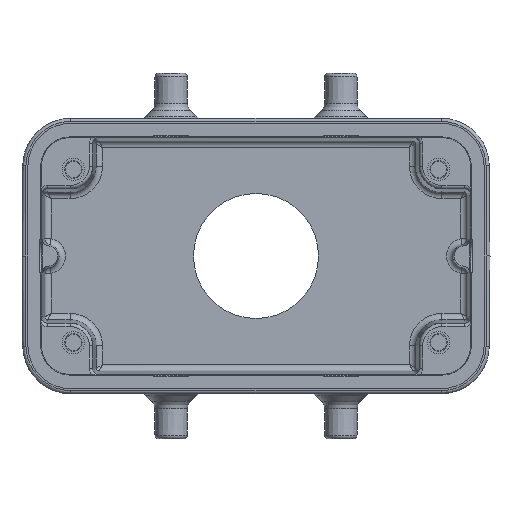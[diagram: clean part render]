
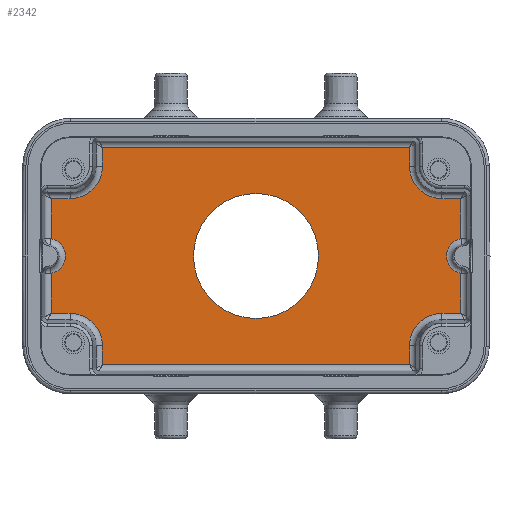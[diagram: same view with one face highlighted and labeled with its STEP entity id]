
A CAD part, front view. The second image highlights one B-rep face of the part: STEP entity #2342.
In plain terms, the highlighted planar face has unit normal (0, -1, 0).
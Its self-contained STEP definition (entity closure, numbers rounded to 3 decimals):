
#1225=LINE('',#10970,#1791);
#1229=LINE('',#11146,#1795);
#1325=LINE('',#11637,#1891);
#1327=LINE('',#11721,#1893);
#1328=LINE('',#11800,#1894);
#1331=LINE('',#11837,#1897);
#1333=LINE('',#11914,#1899);
#1334=LINE('',#11981,#1900);
#1337=LINE('',#12018,#1903);
#1339=LINE('',#12086,#1905);
#1342=LINE('',#12208,#1908);
#1344=LINE('',#12276,#1910);
#1347=LINE('',#12312,#1913);
#1409=LINE('',#12573,#1975);
#1791=VECTOR('',#8076,1.);
#1795=VECTOR('',#8116,1.);
#1891=VECTOR('',#8476,1.);
#1893=VECTOR('',#8480,1.);
#1894=VECTOR('',#8487,1.);
#1897=VECTOR('',#8498,1.);
#1899=VECTOR('',#8504,1.);
#1900=VECTOR('',#8511,1.);
#1903=VECTOR('',#8522,1.);
#1905=VECTOR('',#8530,1.);
#1908=VECTOR('',#8565,1.);
#1910=VECTOR('',#8573,1.);
#1913=VECTOR('',#8584,1.);
#1975=VECTOR('',#8780,1.);
#2342=ADVANCED_FACE('',(#2689,#2690),#2577,.T.);
#2577=PLANE('',#7134);
#2689=FACE_BOUND('',#3087,.T.);
#2690=FACE_BOUND('',#3088,.T.);
#3087=EDGE_LOOP('',(#4680));
#3088=EDGE_LOOP('',(#4681,#4682,#4683,#4684,#4685,#4686,#4687,#4688,#4689,
#4690,#4691,#4692,#4693,#4694,#4695,#4696,#4697,#4698,#4699,#4700));
#4680=ORIENTED_EDGE('',*,*,#6345,.F.);
#4681=ORIENTED_EDGE('',*,*,#6198,.T.);
#4682=ORIENTED_EDGE('',*,*,#6202,.F.);
#4683=ORIENTED_EDGE('',*,*,#6205,.T.);
#4684=ORIENTED_EDGE('',*,*,#6210,.T.);
#4685=ORIENTED_EDGE('',*,*,#6214,.T.);
#4686=ORIENTED_EDGE('',*,*,#6218,.F.);
#4687=ORIENTED_EDGE('',*,*,#6221,.T.);
#4688=ORIENTED_EDGE('',*,*,#6226,.T.);
#4689=ORIENTED_EDGE('',*,*,#6240,.F.);
#4690=ORIENTED_EDGE('',*,*,#6244,.T.);
#4691=ORIENTED_EDGE('',*,*,#6249,.T.);
#4692=ORIENTED_EDGE('',*,*,#6253,.F.);
#4693=ORIENTED_EDGE('',*,*,#6256,.T.);
#4694=ORIENTED_EDGE('',*,*,#6193,.T.);
#4695=ORIENTED_EDGE('',*,*,#6188,.T.);
#4696=ORIENTED_EDGE('',*,*,#5987,.F.);
#4697=ORIENTED_EDGE('',*,*,#5991,.T.);
#4698=ORIENTED_EDGE('',*,*,#6012,.T.);
#4699=ORIENTED_EDGE('',*,*,#6008,.F.);
#4700=ORIENTED_EDGE('',*,*,#6344,.T.);
#5271=VERTEX_POINT('',#10952);
#5272=VERTEX_POINT('',#10954);
#5274=VERTEX_POINT('',#10969);
#5285=VERTEX_POINT('',#11136);
#5286=VERTEX_POINT('',#11140);
#5408=VERTEX_POINT('',#11638);
#5410=VERTEX_POINT('',#11719);
#5413=VERTEX_POINT('',#11734);
#5415=VERTEX_POINT('',#11799);
#5417=VERTEX_POINT('',#11821);
#5419=VERTEX_POINT('',#11836);
#5422=VERTEX_POINT('',#11913);
#5425=VERTEX_POINT('',#11980);
#5427=VERTEX_POINT('',#12002);
#5429=VERTEX_POINT('',#12017);
#5432=VERTEX_POINT('',#12085);
#5441=VERTEX_POINT('',#12191);
#5442=VERTEX_POINT('',#12206);
#5446=VERTEX_POINT('',#12275);
#5448=VERTEX_POINT('',#12297);
#5490=VERTEX_POINT('',#12576);
#5987=EDGE_CURVE('',#5271,#5272,#6493,.T.);
#5991=EDGE_CURVE('',#5271,#5274,#1225,.T.);
#6008=EDGE_CURVE('',#5285,#5286,#6502,.T.);
#6012=EDGE_CURVE('',#5274,#5286,#1229,.T.);
#6188=EDGE_CURVE('',#5408,#5272,#1325,.T.);
#6193=EDGE_CURVE('',#5410,#5408,#1327,.T.);
#6198=EDGE_CURVE('',#5413,#5415,#1328,.T.);
#6202=EDGE_CURVE('',#5417,#5415,#6557,.T.);
#6205=EDGE_CURVE('',#5417,#5419,#1331,.T.);
#6210=EDGE_CURVE('',#5419,#5422,#1333,.T.);
#6214=EDGE_CURVE('',#5422,#5425,#1334,.T.);
#6218=EDGE_CURVE('',#5427,#5425,#6562,.T.);
#6221=EDGE_CURVE('',#5427,#5429,#1337,.T.);
#6226=EDGE_CURVE('',#5429,#5432,#1339,.T.);
#6240=EDGE_CURVE('',#5441,#5432,#6570,.T.);
#6244=EDGE_CURVE('',#5441,#5442,#1342,.T.);
#6249=EDGE_CURVE('',#5442,#5446,#1344,.T.);
#6253=EDGE_CURVE('',#5448,#5446,#6576,.T.);
#6256=EDGE_CURVE('',#5448,#5410,#1347,.T.);
#6344=EDGE_CURVE('',#5285,#5413,#1409,.T.);
#6345=EDGE_CURVE('',#5490,#5490,#6592,.T.);
#6493=CIRCLE('',#6869,5.053);
#6502=CIRCLE('',#6885,2.772);
#6557=CIRCLE('',#7028,5.053);
#6562=CIRCLE('',#7037,5.053);
#6570=CIRCLE('',#7053,2.772);
#6576=CIRCLE('',#7063,5.053);
#6592=CIRCLE('',#7133,9.75);
#6869=AXIS2_PLACEMENT_3D('',#10953,#8069,#8070);
#6885=AXIS2_PLACEMENT_3D('',#11139,#8105,#8106);
#7028=AXIS2_PLACEMENT_3D('',#11822,#8493,#8494);
#7037=AXIS2_PLACEMENT_3D('',#12003,#8517,#8518);
#7053=AXIS2_PLACEMENT_3D('',#12190,#8555,#8556);
#7063=AXIS2_PLACEMENT_3D('',#12298,#8579,#8580);
#7133=AXIS2_PLACEMENT_3D('',#12575,#8783,#8784);
#7134=AXIS2_PLACEMENT_3D('',#12577,#8785,#8786);
#8069=DIRECTION('',(0.,-1.,0.));
#8070=DIRECTION('',(0.,0.,-1.));
#8076=DIRECTION('',(1.,0.,0.));
#8105=DIRECTION('',(0.,-1.,0.));
#8106=DIRECTION('',(0.,0.,-1.));
#8116=DIRECTION('',(0.,0.,1.));
#8476=DIRECTION('',(0.,0.,1.));
#8480=DIRECTION('',(1.,0.,0.));
#8487=DIRECTION('',(-1.,0.,0.));
#8493=DIRECTION('',(0.,-1.,0.));
#8494=DIRECTION('',(0.,0.,-1.));
#8498=DIRECTION('',(0.,0.,1.));
#8504=DIRECTION('',(-1.,0.,0.));
#8511=DIRECTION('',(0.,0.,-1.));
#8517=DIRECTION('',(0.,-1.,0.));
#8518=DIRECTION('',(0.,0.,-1.));
#8522=DIRECTION('',(-1.,0.,0.));
#8530=DIRECTION('',(0.,0.,-1.));
#8555=DIRECTION('',(0.,-1.,0.));
#8556=DIRECTION('',(0.,0.,-1.));
#8565=DIRECTION('',(0.,0.,-1.));
#8573=DIRECTION('',(1.,0.,0.));
#8579=DIRECTION('',(0.,-1.,0.));
#8580=DIRECTION('',(0.,0.,-1.));
#8584=DIRECTION('',(0.,0.,-1.));
#8780=DIRECTION('',(0.,0.,1.));
#8783=DIRECTION('',(0.,-1.,0.));
#8784=DIRECTION('',(0.,0.,-1.));
#8785=DIRECTION('',(0.,-1.,0.));
#8786=DIRECTION('',(0.,0.,-1.));
#10952=CARTESIAN_POINT('',(29.,19.35,-8.947));
#10953=CARTESIAN_POINT('',(29.,19.35,-14.));
#10954=CARTESIAN_POINT('',(23.947,19.35,-14.));
#10969=CARTESIAN_POINT('',(31.946,19.35,-8.946));
#10970=CARTESIAN_POINT('',(0.,19.35,-8.947));
#11136=CARTESIAN_POINT('',(31.947,19.35,2.717));
#11139=CARTESIAN_POINT('',(32.5,19.35,0.));
#11140=CARTESIAN_POINT('',(31.947,19.35,-2.717));
#11146=CARTESIAN_POINT('',(31.947,19.35,-21.5));
#11637=CARTESIAN_POINT('',(23.947,19.35,-21.5));
#11638=CARTESIAN_POINT('',(23.946,19.35,-16.946));
#11719=CARTESIAN_POINT('',(-23.946,19.35,-16.946));
#11721=CARTESIAN_POINT('',(0.,19.35,-16.947));
#11734=CARTESIAN_POINT('',(31.946,19.35,8.946));
#11799=CARTESIAN_POINT('',(29.,19.35,8.947));
#11800=CARTESIAN_POINT('',(0.,19.35,8.947));
#11821=CARTESIAN_POINT('',(23.947,19.35,14.));
#11822=CARTESIAN_POINT('',(29.,19.35,14.));
#11836=CARTESIAN_POINT('',(23.946,19.35,16.946));
#11837=CARTESIAN_POINT('',(23.947,19.35,-21.5));
#11913=CARTESIAN_POINT('',(-23.946,19.35,16.946));
#11914=CARTESIAN_POINT('',(0.,19.35,16.947));
#11980=CARTESIAN_POINT('',(-23.947,19.35,14.));
#11981=CARTESIAN_POINT('',(-23.947,19.35,-21.5));
#12002=CARTESIAN_POINT('',(-29.,19.35,8.947));
#12003=CARTESIAN_POINT('',(-29.,19.35,14.));
#12017=CARTESIAN_POINT('',(-31.946,19.35,8.946));
#12018=CARTESIAN_POINT('',(0.,19.35,8.947));
#12085=CARTESIAN_POINT('',(-31.947,19.35,2.717));
#12086=CARTESIAN_POINT('',(-31.947,19.35,-21.5));
#12190=CARTESIAN_POINT('',(-32.5,19.35,0.));
#12191=CARTESIAN_POINT('',(-31.947,19.35,-2.717));
#12206=CARTESIAN_POINT('',(-31.946,19.35,-8.946));
#12208=CARTESIAN_POINT('',(-31.947,19.35,-21.5));
#12275=CARTESIAN_POINT('',(-29.,19.35,-8.947));
#12276=CARTESIAN_POINT('',(0.,19.35,-8.947));
#12297=CARTESIAN_POINT('',(-23.947,19.35,-14.));
#12298=CARTESIAN_POINT('',(-29.,19.35,-14.));
#12312=CARTESIAN_POINT('',(-23.947,19.35,-21.5));
#12573=CARTESIAN_POINT('',(31.947,19.35,-21.5));
#12575=CARTESIAN_POINT('',(0.,19.35,0.));
#12576=CARTESIAN_POINT('',(0.,19.35,-9.75));
#12577=CARTESIAN_POINT('',(0.,19.35,-21.5));
